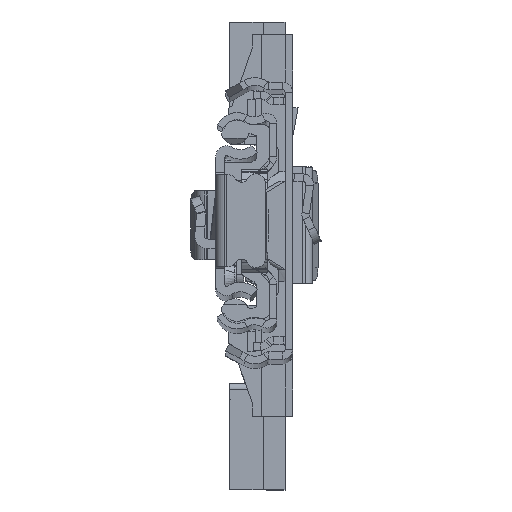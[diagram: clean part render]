
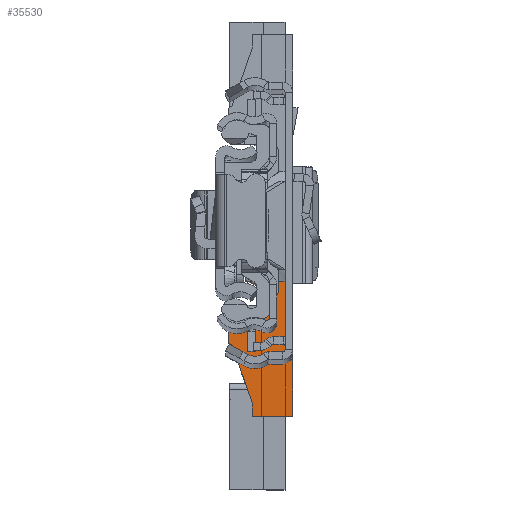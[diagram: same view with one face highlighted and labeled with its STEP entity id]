
A CAD part, top view. The second image highlights one B-rep face of the part: STEP entity #35530.
In plain terms, the highlighted face is planar.
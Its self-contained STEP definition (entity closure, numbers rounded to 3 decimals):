
#401 = CARTESIAN_POINT ( 'NONE',  ( 13., 3.663, -67. ) ) ;
#693 = CARTESIAN_POINT ( 'NONE',  ( 13.5, 8.5, -67. ) ) ;
#1059 = ORIENTED_EDGE ( 'NONE', *, *, #11439, .F. ) ;
#1067 = VERTEX_POINT ( 'NONE', #8570 ) ;
#1297 = VERTEX_POINT ( 'NONE', #29946 ) ;
#1822 = DIRECTION ( 'NONE',  ( 1., 0., 0. ) ) ;
#2097 = CARTESIAN_POINT ( 'NONE',  ( 0., -1.2, -67. ) ) ;
#2375 = CARTESIAN_POINT ( 'NONE',  ( 30.5, -1.2, -67. ) ) ;
#2509 = CARTESIAN_POINT ( 'NONE',  ( 10.614, 3.222, -67. ) ) ;
#2569 = ORIENTED_EDGE ( 'NONE', *, *, #7870, .F. ) ;
#2580 = VECTOR ( 'NONE', #29541, 1000. ) ;
#3104 = ORIENTED_EDGE ( 'NONE', *, *, #10838, .F. ) ;
#3181 = VERTEX_POINT ( 'NONE', #35153 ) ;
#3723 = EDGE_CURVE ( 'NONE', #36224, #30523, #7885, .T. ) ;
#3962 = VECTOR ( 'NONE', #8495, 1000. ) ;
#4455 = AXIS2_PLACEMENT_3D ( 'NONE', #13782, #5270, #16407 ) ;
#4607 = PLANE ( 'NONE',  #27506 ) ;
#5170 = ORIENTED_EDGE ( 'NONE', *, *, #3723, .T. ) ;
#5270 = DIRECTION ( 'NONE',  ( 0., 0., 1. ) ) ;
#5756 = CARTESIAN_POINT ( 'NONE',  ( -28.5, 9., -67. ) ) ;
#5814 = VECTOR ( 'NONE', #30602, 1000. ) ;
#5951 = ORIENTED_EDGE ( 'NONE', *, *, #7804, .F. ) ;
#5978 = VECTOR ( 'NONE', #23912, 1000. ) ;
#6373 = VECTOR ( 'NONE', #20273, 1000. ) ;
#6392 = CARTESIAN_POINT ( 'NONE',  ( -28.5, 0., -67. ) ) ;
#6750 = DIRECTION ( 'NONE',  ( 1., 0., 0. ) ) ;
#7210 = CARTESIAN_POINT ( 'NONE',  ( -28.5, 9., -67. ) ) ;
#7710 = CARTESIAN_POINT ( 'NONE',  ( 10.701, 3.2, -67. ) ) ;
#7804 = EDGE_CURVE ( 'NONE', #8228, #28321, #7814, .T. ) ;
#7814 = LINE ( 'NONE', #18622, #28412 ) ;
#7870 = EDGE_CURVE ( 'NONE', #1067, #30523, #32472, .T. ) ;
#7885 = LINE ( 'NONE', #19249, #5814 ) ;
#7989 = VERTEX_POINT ( 'NONE', #32527 ) ;
#8075 = CARTESIAN_POINT ( 'NONE',  ( 10.451, 3.299, -67. ) ) ;
#8170 = VERTEX_POINT ( 'NONE', #19685 ) ;
#8228 = VERTEX_POINT ( 'NONE', #19511 ) ;
#8315 = EDGE_CURVE ( 'NONE', #18327, #8228, #11104, .T. ) ;
#8403 = CARTESIAN_POINT ( 'NONE',  ( 12.586, 3.2, -67. ) ) ;
#8495 = DIRECTION ( 'NONE',  ( -1., 0., 0. ) ) ;
#8570 = CARTESIAN_POINT ( 'NONE',  ( 10.318, 3.419, -67. ) ) ;
#8685 = LINE ( 'NONE', #27866, #3962 ) ;
#8757 = CARTESIAN_POINT ( 'NONE',  ( 14.498, 7.304, -67. ) ) ;
#9389 = AXIS2_PLACEMENT_3D ( 'NONE', #8757, #25686, #11162 ) ;
#9792 = CARTESIAN_POINT ( 'NONE',  ( 28.5, 5.2, -67. ) ) ;
#10209 = EDGE_CURVE ( 'NONE', #32371, #3181, #8685, .T. ) ;
#10250 = VERTEX_POINT ( 'NONE', #2375 ) ;
#10838 = EDGE_CURVE ( 'NONE', #7989, #18327, #34208, .T. ) ;
#11104 = CIRCLE ( 'NONE', #20631, 0.5 ) ;
#11162 = DIRECTION ( 'NONE',  ( -1., 0., 0. ) ) ;
#11439 = EDGE_CURVE ( 'NONE', #3181, #27089, #29152, .T. ) ;
#12525 = LINE ( 'NONE', #12716, #5978 ) ;
#12664 = VECTOR ( 'NONE', #22549, 1000. ) ;
#12716 = CARTESIAN_POINT ( 'NONE',  ( 30.5, 0., -67. ) ) ;
#13706 = CARTESIAN_POINT ( 'NONE',  ( 10.792, 3.2, -67. ) ) ;
#13782 = CARTESIAN_POINT ( 'NONE',  ( 18.5, 8.5, -67. ) ) ;
#14043 = CARTESIAN_POINT ( 'NONE',  ( 12., 3.2, -67. ) ) ;
#14209 = ORIENTED_EDGE ( 'NONE', *, *, #33879, .F. ) ;
#16407 = DIRECTION ( 'NONE',  ( 1., 0., 0. ) ) ;
#16607 = CARTESIAN_POINT ( 'NONE',  ( 30.5, 5.2, -67. ) ) ;
#17127 = LINE ( 'NONE', #22737, #12664 ) ;
#17236 = ORIENTED_EDGE ( 'NONE', *, *, #21703, .F. ) ;
#18173 = CARTESIAN_POINT ( 'NONE',  ( 19., 9., -67. ) ) ;
#18193 = CARTESIAN_POINT ( 'NONE',  ( 13.5, 9., -67. ) ) ;
#18327 = VERTEX_POINT ( 'NONE', #18193 ) ;
#18360 = DIRECTION ( 'NONE',  ( 1., 0., 0. ) ) ;
#18610 = VERTEX_POINT ( 'NONE', #14043 ) ;
#18622 = CARTESIAN_POINT ( 'NONE',  ( 13., 9., -67. ) ) ;
#19068 = CARTESIAN_POINT ( 'NONE',  ( 10.792, 3.2, -67. ) ) ;
#19197 = LINE ( 'NONE', #2097, #36164 ) ;
#19249 = CARTESIAN_POINT ( 'NONE',  ( 9.012, -17.65, -67. ) ) ;
#19511 = CARTESIAN_POINT ( 'NONE',  ( 13., 8.5, -67. ) ) ;
#19552 = ORIENTED_EDGE ( 'NONE', *, *, #10209, .F. ) ;
#19685 = CARTESIAN_POINT ( 'NONE',  ( 19., -1.2, -67. ) ) ;
#20157 = CARTESIAN_POINT ( 'NONE',  ( 19., 8.5, -67. ) ) ;
#20273 = DIRECTION ( 'NONE',  ( -1., 0., 0. ) ) ;
#20614 = DIRECTION ( 'NONE',  ( 0., 0., 1. ) ) ;
#20631 = AXIS2_PLACEMENT_3D ( 'NONE', #693, #20614, #18360 ) ;
#21703 = EDGE_CURVE ( 'NONE', #8170, #10250, #19197, .T. ) ;
#22048 = CARTESIAN_POINT ( 'NONE',  ( 10.38, 3.353, -67. ) ) ;
#22183 = ORIENTED_EDGE ( 'NONE', *, *, #29779, .T. ) ;
#22549 = DIRECTION ( 'NONE',  ( 1., 0., 0. ) ) ;
#22737 = CARTESIAN_POINT ( 'NONE',  ( 13., 3.2, -67. ) ) ;
#23912 = DIRECTION ( 'NONE',  ( 0., -1., 0. ) ) ;
#24350 = B_SPLINE_CURVE_WITH_KNOTS ( 'NONE', 3,
 ( #27994, #22048, #8075, #2509, #7710, #19068 ),
 .UNSPECIFIED., .F., .F.,
 ( 4, 2, 4 ),
 ( 0., 0., 0.001 ),
 .UNSPECIFIED. ) ;
#24739 = CARTESIAN_POINT ( 'NONE',  ( 9.012, 5.732, -67. ) ) ;
#24833 = EDGE_CURVE ( 'NONE', #32371, #10250, #12525, .T. ) ;
#25534 = CARTESIAN_POINT ( 'NONE',  ( 13., 4.318, -67. ) ) ;
#25573 = ORIENTED_EDGE ( 'NONE', *, *, #30854, .F. ) ;
#25686 = DIRECTION ( 'NONE',  ( 0., 0., -1. ) ) ;
#25941 = CARTESIAN_POINT ( 'NONE',  ( 13., 4.318, -67. ) ) ;
#26027 = VECTOR ( 'NONE', #32471, 1000. ) ;
#26684 = CARTESIAN_POINT ( 'NONE',  ( 9.012, 0., -67. ) ) ;
#27089 = VERTEX_POINT ( 'NONE', #20157 ) ;
#27319 = DIRECTION ( 'NONE',  ( 0., 0., 1. ) ) ;
#27506 = AXIS2_PLACEMENT_3D ( 'NONE', #7210, #27319, #1822 ) ;
#27703 = EDGE_CURVE ( 'NONE', #1297, #8170, #32124, .T. ) ;
#27752 = DIRECTION ( 'NONE',  ( 0., -1., 0. ) ) ;
#27866 = CARTESIAN_POINT ( 'NONE',  ( 30.5, 5.2, -67. ) ) ;
#27944 = DIRECTION ( 'NONE',  ( 1., 0., 0. ) ) ;
#27994 = CARTESIAN_POINT ( 'NONE',  ( 10.318, 3.419, -67. ) ) ;
#28321 = VERTEX_POINT ( 'NONE', #25941 ) ;
#28412 = VECTOR ( 'NONE', #27752, 1000. ) ;
#29039 = VERTEX_POINT ( 'NONE', #13706 ) ;
#29152 = LINE ( 'NONE', #9792, #26027 ) ;
#29371 = VECTOR ( 'NONE', #6750, 1000. ) ;
#29410 = EDGE_CURVE ( 'NONE', #1067, #29039, #24350, .T. ) ;
#29473 = LINE ( 'NONE', #6392, #29371 ) ;
#29541 = DIRECTION ( 'NONE',  ( 0., -1., 0. ) ) ;
#29779 = EDGE_CURVE ( 'NONE', #29039, #18610, #17127, .T. ) ;
#29946 = CARTESIAN_POINT ( 'NONE',  ( 19., 0., -67. ) ) ;
#30045 = ORIENTED_EDGE ( 'NONE', *, *, #36233, .F. ) ;
#30074 = ORIENTED_EDGE ( 'NONE', *, *, #27703, .F. ) ;
#30523 = VERTEX_POINT ( 'NONE', #24739 ) ;
#30602 = DIRECTION ( 'NONE',  ( 0., 1., 0. ) ) ;
#30854 = EDGE_CURVE ( 'NONE', #27089, #7989, #34161, .T. ) ;
#31436 = ORIENTED_EDGE ( 'NONE', *, *, #29410, .T. ) ;
#31566 = EDGE_LOOP ( 'NONE', ( #30045, #5170, #2569, #31436, #22183, #14209, #5951, #33764, #3104, #25573, #1059, #19552, #36676, #17236, #30074 ) ) ;
#32124 = LINE ( 'NONE', #18173, #2580 ) ;
#32371 = VERTEX_POINT ( 'NONE', #16607 ) ;
#32471 = DIRECTION ( 'NONE',  ( -0.945, 0.328, 0. ) ) ;
#32472 = CIRCLE ( 'NONE', #9389, 5.707 ) ;
#32527 = CARTESIAN_POINT ( 'NONE',  ( 18.5, 9., -67. ) ) ;
#32697 = FACE_OUTER_BOUND ( 'NONE', #31566, .T. ) ;
#33764 = ORIENTED_EDGE ( 'NONE', *, *, #8315, .F. ) ;
#33879 = EDGE_CURVE ( 'NONE', #28321, #18610, #35155, .T. ) ;
#34161 = CIRCLE ( 'NONE', #4455, 0.5 ) ;
#34208 = LINE ( 'NONE', #5756, #6373 ) ;
#35153 = CARTESIAN_POINT ( 'NONE',  ( 28.5, 5.2, -67. ) ) ;
#35155 =( BOUNDED_CURVE ( )  B_SPLINE_CURVE ( 3, ( #25534, #401, #8403, #36671 ),
 .UNSPECIFIED., .F., .F. ) 
 B_SPLINE_CURVE_WITH_KNOTS ( ( 4, 4 ),
 ( 4.712, 6.283 ),
 .UNSPECIFIED. ) 
 CURVE ( )  GEOMETRIC_REPRESENTATION_ITEM ( )  RATIONAL_B_SPLINE_CURVE ( ( 1., 0.805, 0.805, 1. ) ) 
 REPRESENTATION_ITEM ( '' )  );
#35530 = ADVANCED_FACE ( 'NONE', ( #32697 ), #4607, .F. ) ;
#36164 = VECTOR ( 'NONE', #27944, 1000. ) ;
#36224 = VERTEX_POINT ( 'NONE', #26684 ) ;
#36233 = EDGE_CURVE ( 'NONE', #36224, #1297, #29473, .T. ) ;
#36671 = CARTESIAN_POINT ( 'NONE',  ( 12., 3.2, -67. ) ) ;
#36676 = ORIENTED_EDGE ( 'NONE', *, *, #24833, .T. ) ;
